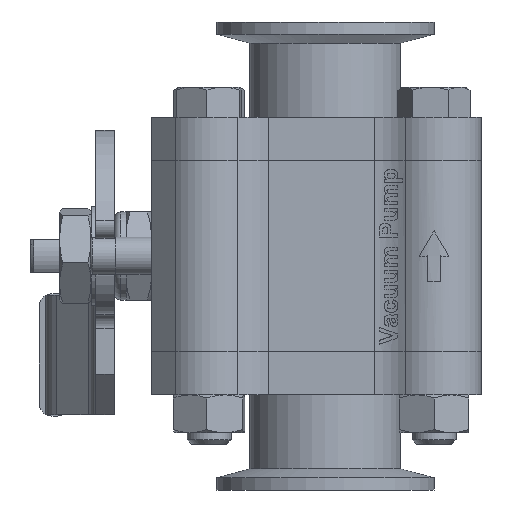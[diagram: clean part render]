
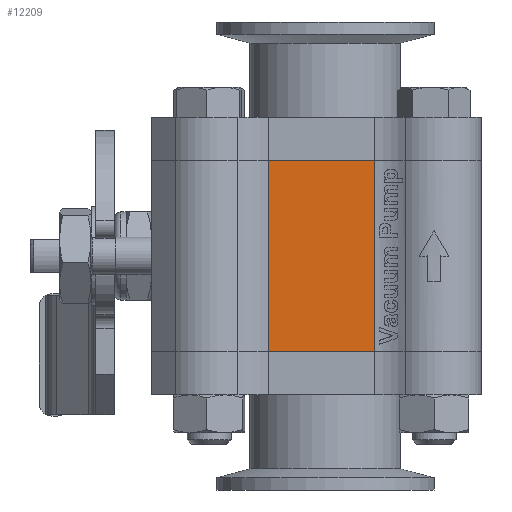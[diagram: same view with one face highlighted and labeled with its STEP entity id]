
A CAD part, left-side view. The second image highlights one B-rep face of the part: STEP entity #12209.
In plain terms, the highlighted planar face has unit normal (-1, 0, 0).
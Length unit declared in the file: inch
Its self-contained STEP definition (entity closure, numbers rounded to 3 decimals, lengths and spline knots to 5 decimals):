
#1052=LINE('',#22344,#1907);
#1058=LINE('',#22385,#1913);
#1059=LINE('',#22386,#1914);
#1060=LINE('',#22387,#1915);
#1907=VECTOR('',#14859,0.3937);
#1913=VECTOR('',#14895,0.3937);
#1914=VECTOR('',#14896,0.3937);
#1915=VECTOR('',#14897,0.3937);
#2507=PLANE('',#13028);
#3242=FACE_OUTER_BOUND('',#3852,.T.);
#3852=EDGE_LOOP('',(#9395,#9396,#9397,#9398));
#5479=VERTEX_POINT('',#22341);
#5480=VERTEX_POINT('',#22343);
#5499=VERTEX_POINT('',#22383);
#5500=VERTEX_POINT('',#22384);
#7056=EDGE_CURVE('',#5479,#5480,#1052,.T.);
#7076=EDGE_CURVE('',#5499,#5500,#1058,.T.);
#7077=EDGE_CURVE('',#5480,#5499,#1059,.T.);
#7078=EDGE_CURVE('',#5479,#5500,#1060,.T.);
#9395=ORIENTED_EDGE('',*,*,#7076,.F.);
#9396=ORIENTED_EDGE('',*,*,#7077,.F.);
#9397=ORIENTED_EDGE('',*,*,#7056,.F.);
#9398=ORIENTED_EDGE('',*,*,#7078,.T.);
#12209=ADVANCED_FACE('',(#3242),#2507,.T.);
#13028=AXIS2_PLACEMENT_3D('',#22382,#14893,#14894);
#14859=DIRECTION('',(0.,-1.,0.));
#14893=DIRECTION('center_axis',(-1.,0.,0.));
#14894=DIRECTION('ref_axis',(0.,0.,1.));
#14895=DIRECTION('',(0.,1.,0.));
#14896=DIRECTION('',(0.,0.,-1.));
#14897=DIRECTION('',(0.,0.,-1.));
#22341=CARTESIAN_POINT('',(-1.379,0.56378,0.95));
#22343=CARTESIAN_POINT('',(-1.379,-0.48878,0.95));
#22344=CARTESIAN_POINT('',(-1.379,0.28189,0.95));
#22382=CARTESIAN_POINT('Origin',(-1.379,0.56378,0.95));
#22383=CARTESIAN_POINT('',(-1.379,-0.48878,-0.95));
#22384=CARTESIAN_POINT('',(-1.379,0.56378,-0.95));
#22385=CARTESIAN_POINT('',(-1.379,0.28189,-0.95));
#22386=CARTESIAN_POINT('',(-1.379,-0.48878,0.95));
#22387=CARTESIAN_POINT('',(-1.379,0.56378,0.95));
